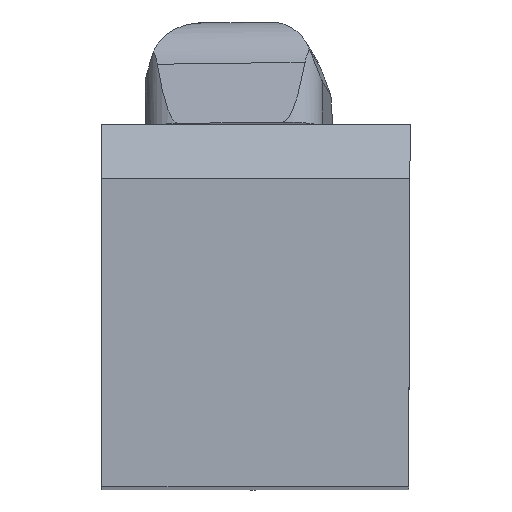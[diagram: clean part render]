
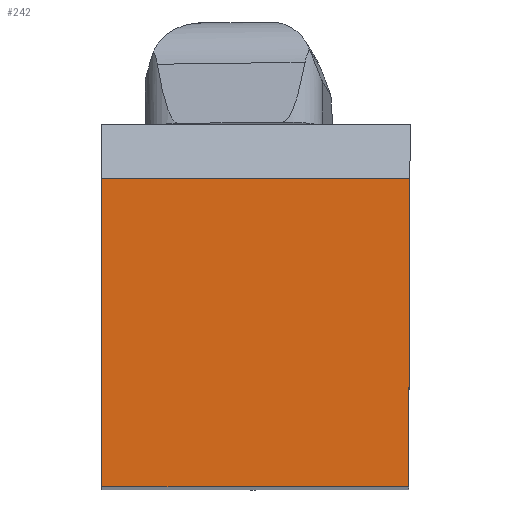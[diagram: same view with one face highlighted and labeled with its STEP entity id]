
A CAD part, top view. The second image highlights one B-rep face of the part: STEP entity #242.
In plain terms, the highlighted planar face has unit normal (0, 0, 1).
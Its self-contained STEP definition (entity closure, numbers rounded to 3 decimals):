
#164=FACE_OUTER_BOUND('',#687,.T.);
#242=ADVANCED_FACE('BLANK_BOXF006',(#164),#318,.F.);
#318=PLANE('',#1717);
#392=LINE('',#2444,#539);
#393=LINE('',#2447,#540);
#394=LINE('',#2449,#541);
#395=LINE('',#2451,#542);
#539=VECTOR('',#1927,1.);
#540=VECTOR('',#1928,1.);
#541=VECTOR('',#1929,1.);
#542=VECTOR('',#1930,1.);
#687=EDGE_LOOP('',(#824,#825,#826,#827));
#824=ORIENTED_EDGE('',*,*,#1397,.F.);
#825=ORIENTED_EDGE('',*,*,#1398,.F.);
#826=ORIENTED_EDGE('',*,*,#1399,.F.);
#827=ORIENTED_EDGE('',*,*,#1400,.F.);
#1238=VERTEX_POINT('',#2445);
#1239=VERTEX_POINT('',#2446);
#1240=VERTEX_POINT('',#2448);
#1241=VERTEX_POINT('',#2450);
#1397=EDGE_CURVE('',#1238,#1239,#392,.T.);
#1398=EDGE_CURVE('',#1240,#1238,#393,.T.);
#1399=EDGE_CURVE('',#1241,#1240,#394,.T.);
#1400=EDGE_CURVE('',#1239,#1241,#395,.T.);
#1717=AXIS2_PLACEMENT_3D('',#2452,#1931,#1932);
#1927=DIRECTION('',(0.,1.,0.));
#1928=DIRECTION('',(-1.,0.,0.));
#1929=DIRECTION('',(-0.004,-1.,0.));
#1930=DIRECTION('',(1.,0.,0.));
#1931=DIRECTION('',(0.,0.,-1.));
#1932=DIRECTION('',(-1.,0.,0.));
#2444=CARTESIAN_POINT('',(-24.875,-163.35,0.));
#2445=CARTESIAN_POINT('',(-24.875,0.,0.));
#2446=CARTESIAN_POINT('',(-24.875,24.875,0.));
#2447=CARTESIAN_POINT('',(163.35,0.,0.));
#2448=CARTESIAN_POINT('',(-0.109,0.,0.));
#2449=CARTESIAN_POINT('',(0.604,163.348,0.));
#2450=CARTESIAN_POINT('',(0.,24.875,0.));
#2451=CARTESIAN_POINT('',(-163.35,24.875,0.));
#2452=CARTESIAN_POINT('',(-29.875,-5.,0.));
